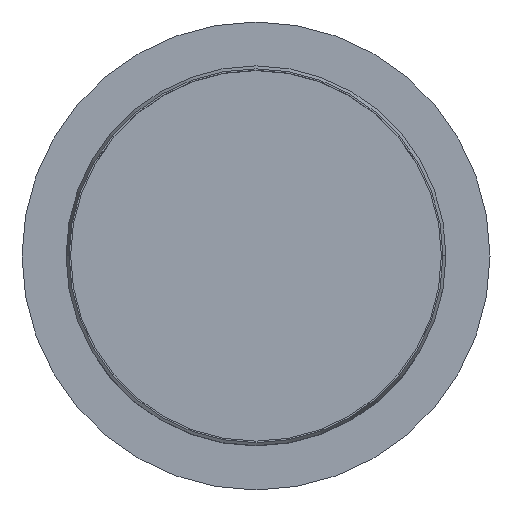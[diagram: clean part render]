
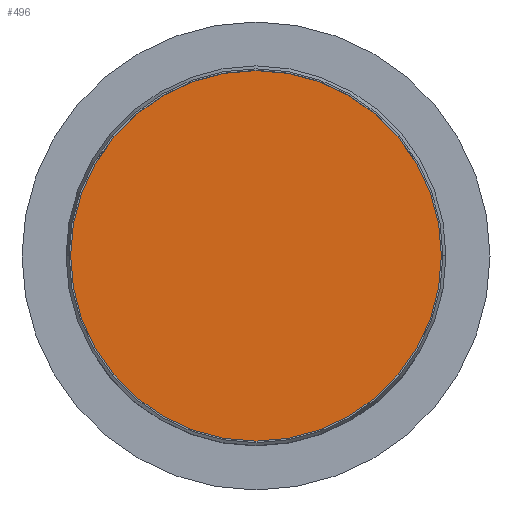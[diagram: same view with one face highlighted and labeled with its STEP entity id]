
A CAD part, top view. The second image highlights one B-rep face of the part: STEP entity #496.
In plain terms, the highlighted planar face has unit normal (0, 0, 1).
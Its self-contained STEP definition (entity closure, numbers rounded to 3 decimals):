
#36 = ORIENTED_EDGE ( 'NONE', *, *, #588, .F. ) ;
#43 = DIRECTION ( 'NONE',  ( 0., 0., -1. ) ) ;
#56 = ORIENTED_EDGE ( 'NONE', *, *, #332, .F. ) ;
#97 = VERTEX_POINT ( 'NONE', #474 ) ;
#136 = DIRECTION ( 'NONE',  ( 1., 0., 0. ) ) ;
#137 = VERTEX_POINT ( 'NONE', #515 ) ;
#191 = DIRECTION ( 'NONE',  ( 1., 0., 0. ) ) ;
#209 = AXIS2_PLACEMENT_3D ( 'NONE', #549, #43, #276 ) ;
#254 = CARTESIAN_POINT ( 'NONE',  ( 0., 0., 0. ) ) ;
#276 = DIRECTION ( 'NONE',  ( 1., 0., 0. ) ) ;
#303 = DIRECTION ( 'NONE',  ( 0., 0., -1. ) ) ;
#332 = EDGE_CURVE ( 'NONE', #97, #137, #452, .T. ) ;
#359 = EDGE_LOOP ( 'NONE', ( #36, #56 ) ) ;
#422 = CARTESIAN_POINT ( 'NONE',  ( 0., 0., 0. ) ) ;
#437 = CIRCLE ( 'NONE', #209, 6.1 ) ;
#452 = CIRCLE ( 'NONE', #750, 6.1 ) ;
#474 = CARTESIAN_POINT ( 'NONE',  ( 6.1, 0., 0. ) ) ;
#476 = AXIS2_PLACEMENT_3D ( 'NONE', #422, #657, #136 ) ;
#485 = FACE_OUTER_BOUND ( 'NONE', #359, .T. ) ;
#496 = ADVANCED_FACE ( 'NONE', ( #485 ), #663, .T. ) ;
#515 = CARTESIAN_POINT ( 'NONE',  ( -6.1, 0., 0. ) ) ;
#549 = CARTESIAN_POINT ( 'NONE',  ( 0., 0., 0. ) ) ;
#588 = EDGE_CURVE ( 'NONE', #137, #97, #437, .T. ) ;
#657 = DIRECTION ( 'NONE',  ( 0., 0., 1. ) ) ;
#663 = PLANE ( 'NONE',  #476 ) ;
#750 = AXIS2_PLACEMENT_3D ( 'NONE', #254, #303, #191 ) ;
